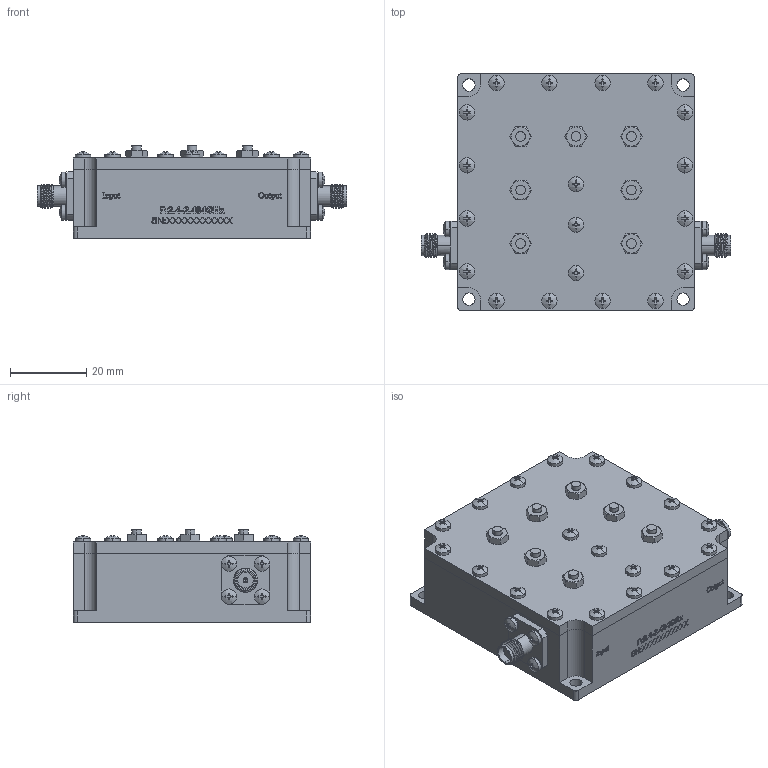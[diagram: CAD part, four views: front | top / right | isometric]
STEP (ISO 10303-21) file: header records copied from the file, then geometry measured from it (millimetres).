
FILE_DESCRIPTION (( 'STEP AP214' ), '1' );
FILE_NAME ('FMFL1020_3D.step', '2024-06-07T18:17:58', ( '' ), ( '' ), 'SwSTEP 2.0', 'SolidWorks 2022', '' );
FILE_SCHEMA (( 'AUTOMOTIVE_DESIGN' ));
Length unit declared in the file: millimetre
Products named in the file (1): FMFL1020_3D
Bounding box: 81 x 62 x 24.2 mm (x, y, z)
Volume: 39869.2 mm3; surface area: 26708.7 mm2
Topology: 1 solids, 21 shells, 2478 faces, 6706 edges, 4416 vertices
Faces by surface type: plane 1732, cylinder 552, cone 122, bspline 72
Entity records: 82158 total; most frequent: CARTESIAN_POINT 20989, ORIENTED_EDGE 13404, DIRECTION 11832, EDGE_CURVE 6702, VERTEX_POINT 4416, LINE 4382, VECTOR 4382, AXIS2_PLACEMENT_3D 3725
